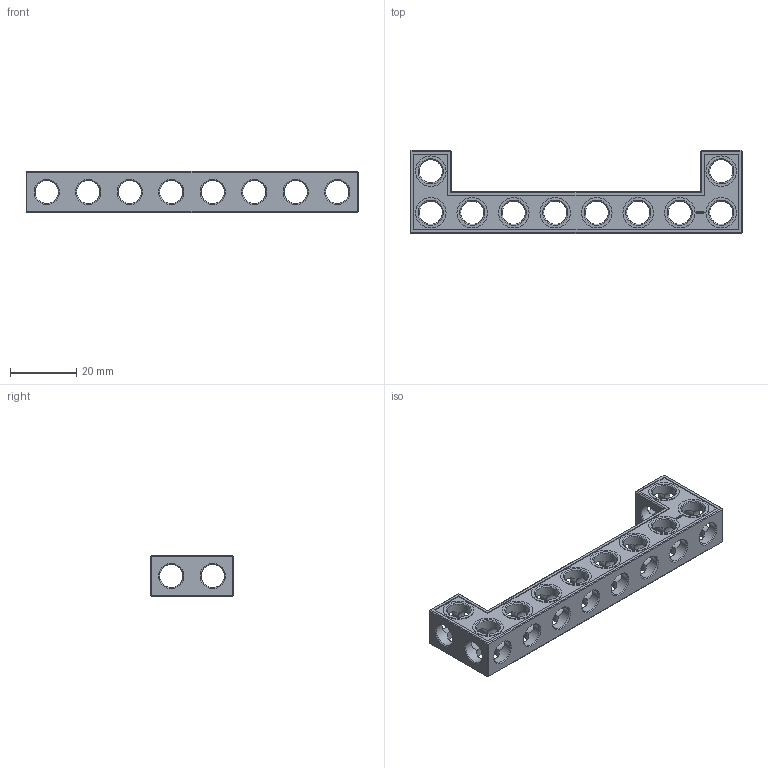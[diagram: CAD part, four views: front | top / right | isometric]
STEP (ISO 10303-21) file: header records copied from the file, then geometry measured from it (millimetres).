
FILE_DESCRIPTION(('FreeCAD Model'),'2;1');
FILE_NAME('Open CASCADE Shape Model','2022-02-23T21:17:10',( 'Paulo Kiefe'),('STEMFIE.org'),'Open CASCADE STEP processor 7.5', 'FreeCAD','Unknown');
FILE_SCHEMA(('AUTOMOTIVE_DESIGN { 1 0 10303 214 1 1 1 1 }'));
Products named in the file (1): Beam AGD ESS USH SYM BU08x02x01 - SPN-BEM-0396 (stemfie.org)
Bounding box: 100 x 25 x 12.5 mm (x, y, z)
Volume: 9765 mm3; surface area: 8880.6 mm2
Topology: 1 solids, 1 shells, 688 faces, 1974 edges, 1292 vertices
Faces by surface type: plane 379, extrusion 206, cylinder 61, cone 42
Full cylindrical faces by diameter (mm): 6.98 x6, 7 x45, 9.2 x10
Entity records: 61274 total; most frequent: CARTESIAN_POINT 24093, DIRECTION 5888, VECTOR 4370, LINE 4164, ORIENTED_EDGE 3948, PCURVE 3948, DEFINITIONAL_REPRESENTATION 3948, EDGE_CURVE 1974
